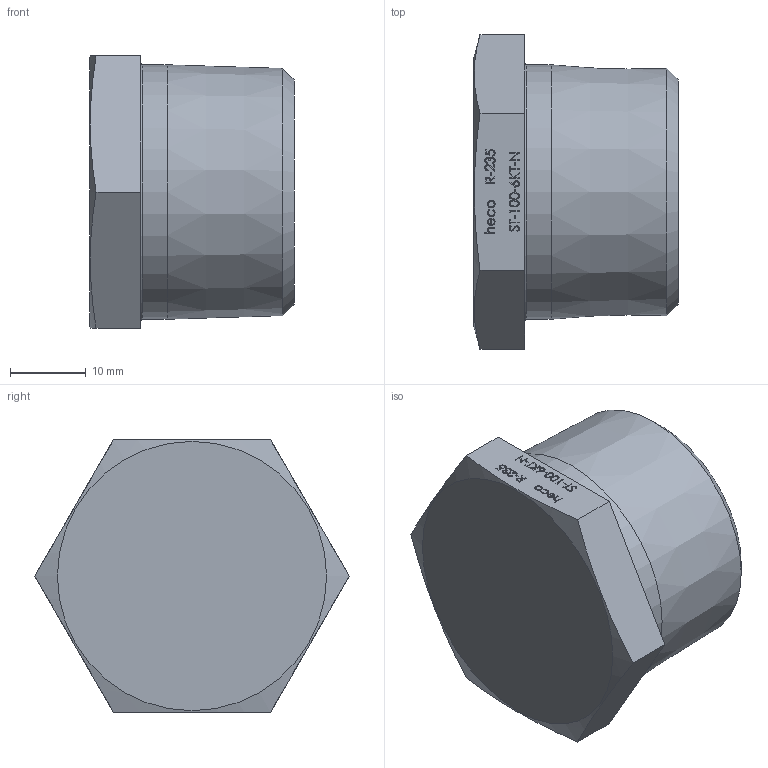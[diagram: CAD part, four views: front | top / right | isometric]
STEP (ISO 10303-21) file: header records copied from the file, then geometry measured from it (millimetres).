
FILE_DESCRIPTION (( 'STEP AP214' ), '1' );
FILE_NAME ('ST-100-6KT-N R-235 Stopfen 6KT kon 2011.STEP', '2020-11-16T15:56:37', ( '' ), ( '' ), 'SwSTEP 2.0', 'SolidWorks 2019', '' );
FILE_SCHEMA (( 'AUTOMOTIVE_DESIGN' ));
Length unit declared in the file: millimetre
Products named in the file (1): ST-100-6KT-N R-235 Stopfen 6KT kon 2011
Bounding box: 27 x 41.57 x 36.01 mm (x, y, z)
Volume: 24981.4 mm3; surface area: 5013.7 mm2
Topology: 1 solids, 1 shells, 254 faces, 669 edges, 445 vertices
Faces by surface type: plane 139, bspline 110, cone 3, cylinder 1, torus 1
Full cylindrical faces by diameter (mm): 33.649 x1
Entity records: 16386 total; most frequent: CARTESIAN_POINT 8281, ORIENTED_EDGE 1326, DIRECTION 733, EDGE_CURVE 663, VERTEX_POINT 444, LINE 431, VECTOR 431, EDGE_LOOP 287
